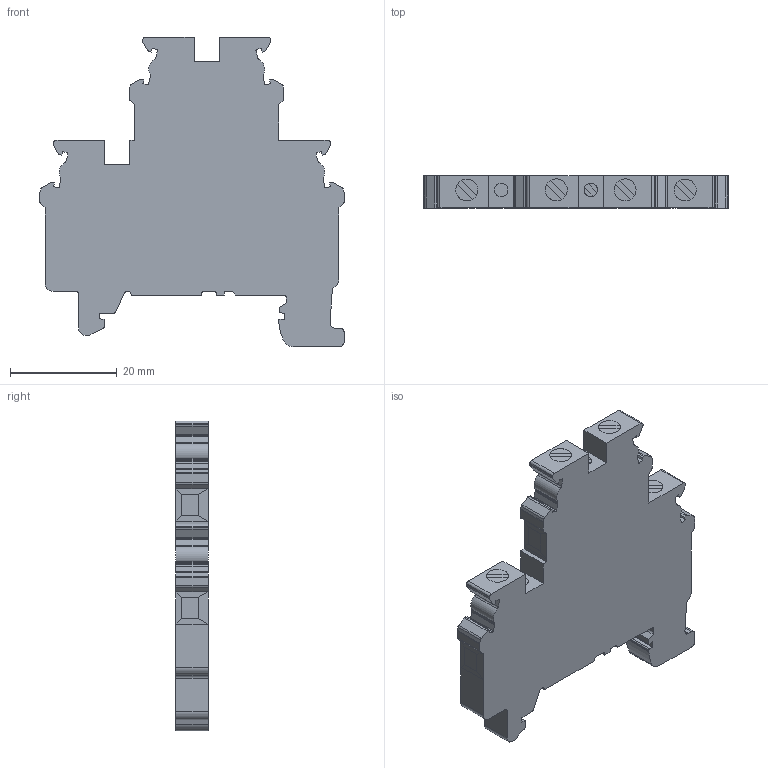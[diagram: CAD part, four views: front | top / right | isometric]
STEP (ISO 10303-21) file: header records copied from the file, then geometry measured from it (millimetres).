
FILE_DESCRIPTION (( 'STEP AP203' ), '1' );
FILE_NAME ('CDLG4(I.S).STEP', '2024-12-06T07:49:10', ( '' ), ( '' ), 'SwSTEP 2.0', 'SolidWorks 2022', '' );
FILE_SCHEMA (( 'CONFIG_CONTROL_DESIGN' ));
Length unit declared in the file: millimetre
Products named in the file (1): CDLG4(I.S)
Bounding box: 57 x 6 x 58 mm (x, y, z)
Volume: 12721.1 mm3; surface area: 5991 mm2
Topology: 1 solids, 1 shells, 280 faces, 768 edges, 496 vertices
Faces by surface type: plane 190, cylinder 90
Entity records: 8905 total; most frequent: CARTESIAN_POINT 1545, ORIENTED_EDGE 1536, DIRECTION 1530, EDGE_CURVE 768, VECTOR 568, LINE 568, VERTEX_POINT 496, AXIS2_PLACEMENT_3D 481
